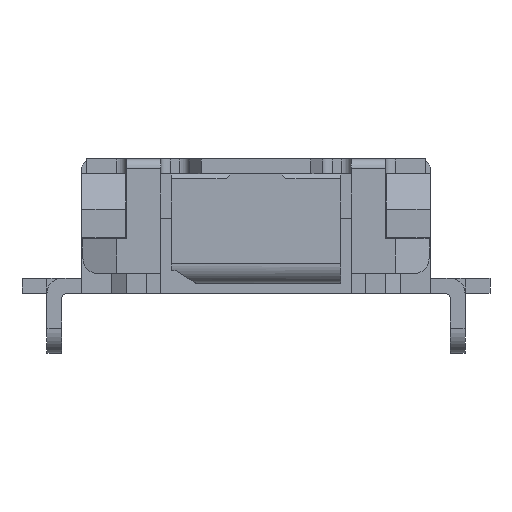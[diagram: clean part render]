
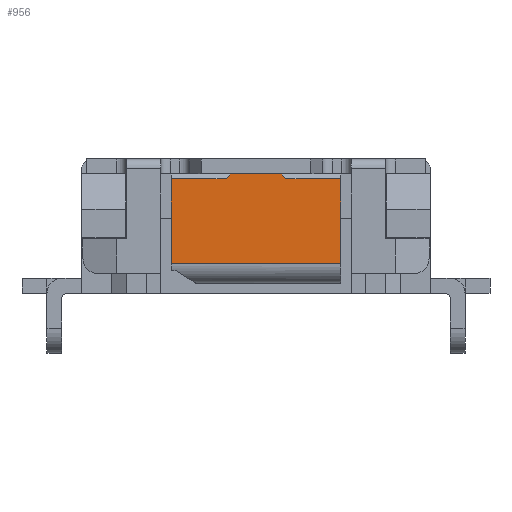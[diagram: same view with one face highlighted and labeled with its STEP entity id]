
A CAD part, front view. The second image highlights one B-rep face of the part: STEP entity #956.
In plain terms, the highlighted planar face has unit normal (0, -1, 0).
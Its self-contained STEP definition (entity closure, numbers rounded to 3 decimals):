
#723 = ORIENTED_EDGE ( 'NONE', *, *, #13879, .F. ) ;
#956 = ADVANCED_FACE ( 'NONE', ( #6866 ), #7130, .T. ) ;
#1123 = VECTOR ( 'NONE', #2998, 1000. ) ;
#1155 = CARTESIAN_POINT ( 'NONE',  ( 0.25, -1.95, 0.35 ) ) ;
#1163 = CARTESIAN_POINT ( 'NONE',  ( -0.25, -1.95, 0.35 ) ) ;
#1577 = CARTESIAN_POINT ( 'NONE',  ( 0.3, -1.95, 0.3 ) ) ;
#2662 = EDGE_CURVE ( 'NONE', #7299, #7518, #6168, .T. ) ;
#2748 = VERTEX_POINT ( 'NONE', #1155 ) ;
#2998 = DIRECTION ( 'NONE',  ( 0., 0., 1. ) ) ;
#3322 = VERTEX_POINT ( 'NONE', #4562 ) ;
#3335 = VECTOR ( 'NONE', #12507, 1000. ) ;
#3599 = LINE ( 'NONE', #1577, #10510 ) ;
#3716 = CARTESIAN_POINT ( 'NONE',  ( -0.3, -1.95, 0.3 ) ) ;
#3794 = LINE ( 'NONE', #1163, #5345 ) ;
#4033 = DIRECTION ( 'NONE',  ( 1., 0., 0. ) ) ;
#4080 = EDGE_CURVE ( 'NONE', #7518, #9309, #6604, .T. ) ;
#4244 = VECTOR ( 'NONE', #13134, 1000. ) ;
#4562 = CARTESIAN_POINT ( 'NONE',  ( -0.25, -1.95, 0.35 ) ) ;
#4627 = ORIENTED_EDGE ( 'NONE', *, *, #9463, .T. ) ;
#4761 = AXIS2_PLACEMENT_3D ( 'NONE', #10891, #12174, #15719 ) ;
#5345 = VECTOR ( 'NONE', #6148, 1000. ) ;
#5363 = EDGE_CURVE ( 'NONE', #12583, #2748, #3599, .T. ) ;
#5415 = CARTESIAN_POINT ( 'NONE',  ( 0.85, -1.95, -0.55 ) ) ;
#6148 = DIRECTION ( 'NONE',  ( -0.707, 0., -0.707 ) ) ;
#6168 = LINE ( 'NONE', #7681, #10785 ) ;
#6604 = LINE ( 'NONE', #12467, #3335 ) ;
#6866 = FACE_OUTER_BOUND ( 'NONE', #13808, .T. ) ;
#7130 = PLANE ( 'NONE',  #4761 ) ;
#7299 = VERTEX_POINT ( 'NONE', #7372 ) ;
#7372 = CARTESIAN_POINT ( 'NONE',  ( -0.85, -1.95, -0.55 ) ) ;
#7391 = ORIENTED_EDGE ( 'NONE', *, *, #8329, .F. ) ;
#7518 = VERTEX_POINT ( 'NONE', #5415 ) ;
#7579 = DIRECTION ( 'NONE',  ( -0.707, 0., 0.707 ) ) ;
#7681 = CARTESIAN_POINT ( 'NONE',  ( 0.85, -1.95, -0.55 ) ) ;
#7947 = CARTESIAN_POINT ( 'NONE',  ( -0.85, -1.95, -0.75 ) ) ;
#8038 = CARTESIAN_POINT ( 'NONE',  ( -0.85, -1.95, 0.35 ) ) ;
#8329 = EDGE_CURVE ( 'NONE', #9456, #13097, #15226, .T. ) ;
#8343 = CARTESIAN_POINT ( 'NONE',  ( 0.85, -1.95, 0.3 ) ) ;
#8348 = CARTESIAN_POINT ( 'NONE',  ( -0.85, -1.95, 0.3 ) ) ;
#8419 = ORIENTED_EDGE ( 'NONE', *, *, #10617, .F. ) ;
#9309 = VERTEX_POINT ( 'NONE', #8343 ) ;
#9456 = VERTEX_POINT ( 'NONE', #15970 ) ;
#9463 = EDGE_CURVE ( 'NONE', #3322, #13097, #3794, .T. ) ;
#9659 = EDGE_CURVE ( 'NONE', #7299, #9456, #11729, .T. ) ;
#10510 = VECTOR ( 'NONE', #7579, 1000. ) ;
#10617 = EDGE_CURVE ( 'NONE', #12583, #9309, #12062, .T. ) ;
#10623 = ORIENTED_EDGE ( 'NONE', *, *, #5363, .T. ) ;
#10785 = VECTOR ( 'NONE', #4033, 1000. ) ;
#10891 = CARTESIAN_POINT ( 'NONE',  ( -0.85, -1.95, -0.75 ) ) ;
#11283 = ORIENTED_EDGE ( 'NONE', *, *, #4080, .T. ) ;
#11385 = CARTESIAN_POINT ( 'NONE',  ( 0.85, -1.95, 0.3 ) ) ;
#11489 = DIRECTION ( 'NONE',  ( 1., 0., 0. ) ) ;
#11729 = LINE ( 'NONE', #7947, #1123 ) ;
#12062 = LINE ( 'NONE', #11385, #12811 ) ;
#12141 = ORIENTED_EDGE ( 'NONE', *, *, #9659, .F. ) ;
#12174 = DIRECTION ( 'NONE',  ( 0., -1., 0. ) ) ;
#12239 = CARTESIAN_POINT ( 'NONE',  ( 0.3, -1.95, 0.3 ) ) ;
#12467 = CARTESIAN_POINT ( 'NONE',  ( 0.85, -1.95, -0.75 ) ) ;
#12507 = DIRECTION ( 'NONE',  ( 0., 0., 1. ) ) ;
#12583 = VERTEX_POINT ( 'NONE', #12239 ) ;
#12811 = VECTOR ( 'NONE', #11489, 1000. ) ;
#12884 = VECTOR ( 'NONE', #15398, 1000. ) ;
#13097 = VERTEX_POINT ( 'NONE', #3716 ) ;
#13134 = DIRECTION ( 'NONE',  ( 1., 0., 0. ) ) ;
#13371 = ORIENTED_EDGE ( 'NONE', *, *, #2662, .T. ) ;
#13672 = LINE ( 'NONE', #8038, #12884 ) ;
#13808 = EDGE_LOOP ( 'NONE', ( #723, #4627, #7391, #12141, #13371, #11283, #8419, #10623 ) ) ;
#13879 = EDGE_CURVE ( 'NONE', #3322, #2748, #13672, .T. ) ;
#15226 = LINE ( 'NONE', #8348, #4244 ) ;
#15398 = DIRECTION ( 'NONE',  ( 1., 0., 0. ) ) ;
#15719 = DIRECTION ( 'NONE',  ( 0., 0., -1. ) ) ;
#15970 = CARTESIAN_POINT ( 'NONE',  ( -0.85, -1.95, 0.3 ) ) ;
